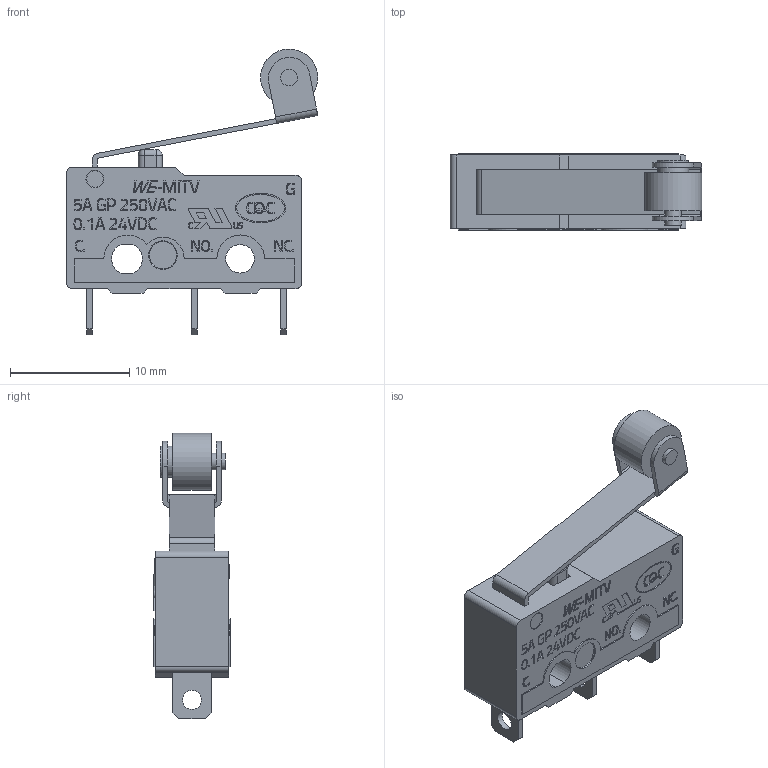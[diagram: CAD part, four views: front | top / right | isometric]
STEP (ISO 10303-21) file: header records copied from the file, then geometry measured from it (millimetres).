
FILE_DESCRIPTION(/* description */ ('Unknown'),/* implementation_level */ '2;1');
FILE_NAME(/* name */ '463093393403',/* time_stamp */ '2024-10-10T13:33:45+02:00',/* author */ ('Unknown'),/* organization */ ('Unknown'),/* preprocessor_version */ 'ST-DEVELOPER v19.4',/* originating_system */ 'Solid Edge',/* authorisation */ 'Unknown');
FILE_SCHEMA (('AUTOMOTIVE_DESIGN {1 0 10303 214 3 1 1}'));
Length unit declared in the file: millimetre
Products named in the file (5): 463093393403; Base; Terminal; Button2; Lever2
Assembly tree (6 placements, depth 2):
  463093393403
    Base
    Terminal  x3
    Button2
    Lever2
Bounding box: 21.12 x 6.4 x 24.02 mm (x, y, z)
Volume: 1290.1 mm3; surface area: 1367 mm2
Topology: 6 solids, 6 shells, 967 faces, 2478 edges, 1645 vertices
Faces by surface type: plane 812, bspline 90, cylinder 57, torus 4, sphere 4
Full cylindrical faces by diameter (mm): 1.4 x2, 1.6 x3, 2.4 x3, 2.6 x2, 4.8 x1
Entity records: 32125 total; most frequent: CARTESIAN_POINT 11588, ORIENTED_EDGE 4792, DIRECTION 3032, EDGE_CURVE 2396, VERTEX_POINT 1612, B_SPLINE_CURVE_WITH_KNOTS 1216, EDGE_LOOP 1114, FACE_BOUND 1114
